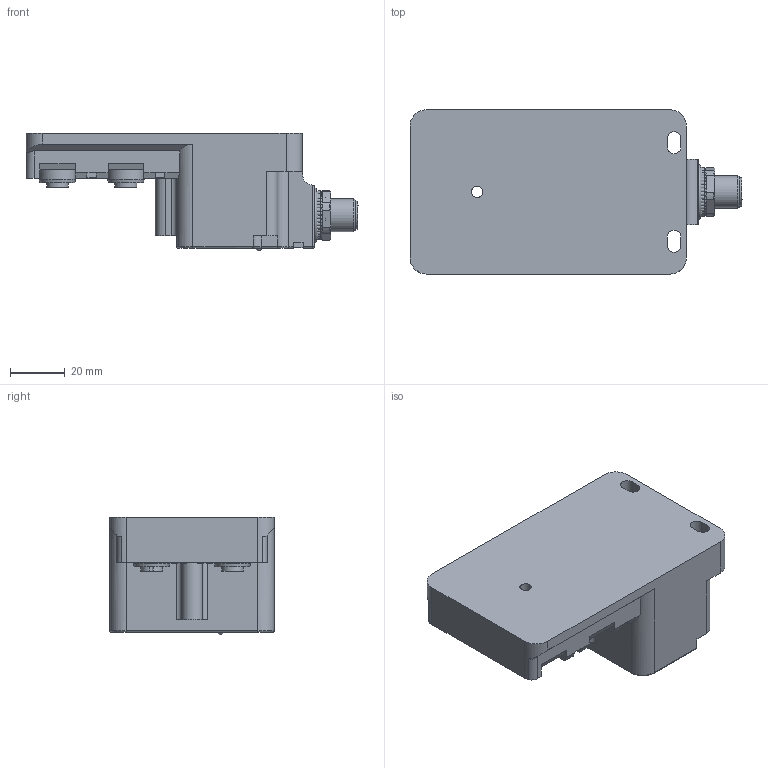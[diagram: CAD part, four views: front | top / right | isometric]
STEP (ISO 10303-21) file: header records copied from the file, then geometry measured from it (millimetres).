
FILE_DESCRIPTION((''),'2;1');
FILE_NAME('VL600104.stp','2009-09-20T00:53:04',('Administrator'),(''),'Autodesk Inventor 11','Autodesk Inventor 11','');
FILE_SCHEMA(('AUTOMOTIVE_DESIGN { 1 0 10303 214 1 1 1 1 }'));
Length unit declared in the file: millimetre
Products named in the file (1): VL600104
Bounding box: 121.3 x 60 x 43 mm (x, y, z)
Volume: 158078 mm3; surface area: 29148.6 mm2
Topology: 7 solids, 7 shells, 605 faces, 1488 edges, 945 vertices
Faces by surface type: plane 375, cylinder 180, torus 26, cone 14, sphere 7, bspline 3
Full cylindrical faces by diameter (mm): 0.6 x4, 1 x8, 1.2 x20, 4.2 x1, 5.4 x3, 6 x3, 7.8 x1, 8 x1, 9.4 x3, 9.48 x1, 10 x1, 10.4 x1, 11 x1, 12 x5, 13.4 x4, 13.56 x1, 16.56 x1
Entity records: 18038 total; most frequent: CARTESIAN_POINT 3914, DIRECTION 3077, ORIENTED_EDGE 2730, EDGE_CURVE 1365, AXIS2_PLACEMENT_3D 1175, VERTEX_POINT 917, EDGE_LOOP 764, VECTOR 727
